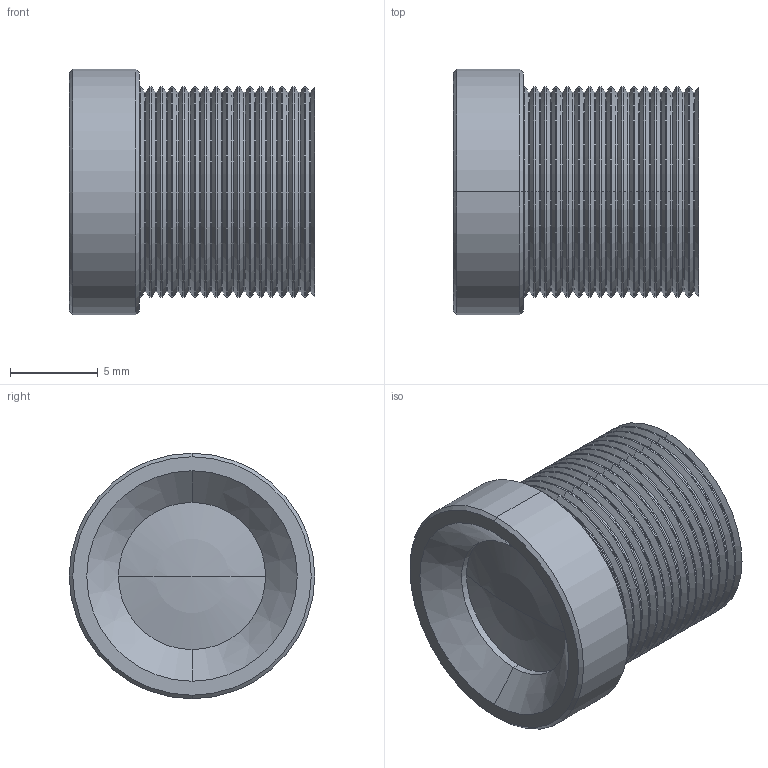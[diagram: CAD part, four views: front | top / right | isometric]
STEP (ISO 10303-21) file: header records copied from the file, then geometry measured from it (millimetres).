
FILE_DESCRIPTION (( 'STEP AP214' ), '1' );
FILE_NAME ('O-S1-S-080-40 -- 213096.STEP', '2025-02-14T12:13:52', ( '' ), ( '' ), 'SwSTEP 2.0', 'SolidWorks 2024', '' );
FILE_SCHEMA (( 'AUTOMOTIVE_DESIGN' ));
Length unit declared in the file: millimetre
Products named in the file (1): O-S1-S-080-40 -- 213096
Bounding box: 13.99 x 14 x 14 mm (x, y, z)
Volume: 1489.6 mm3; surface area: 1082.9 mm2
Topology: 1 solids, 1 shells, 152 faces, 310 edges, 160 vertices
Faces by surface type: cylinder 72, cone 72, sphere 4, plane 4
Entity records: 3859 total; most frequent: DIRECTION 770, CARTESIAN_POINT 615, ORIENTED_EDGE 608, AXIS2_PLACEMENT_3D 313, EDGE_CURVE 304, CIRCLE 160, VERTEX_POINT 158, EDGE_LOOP 156
